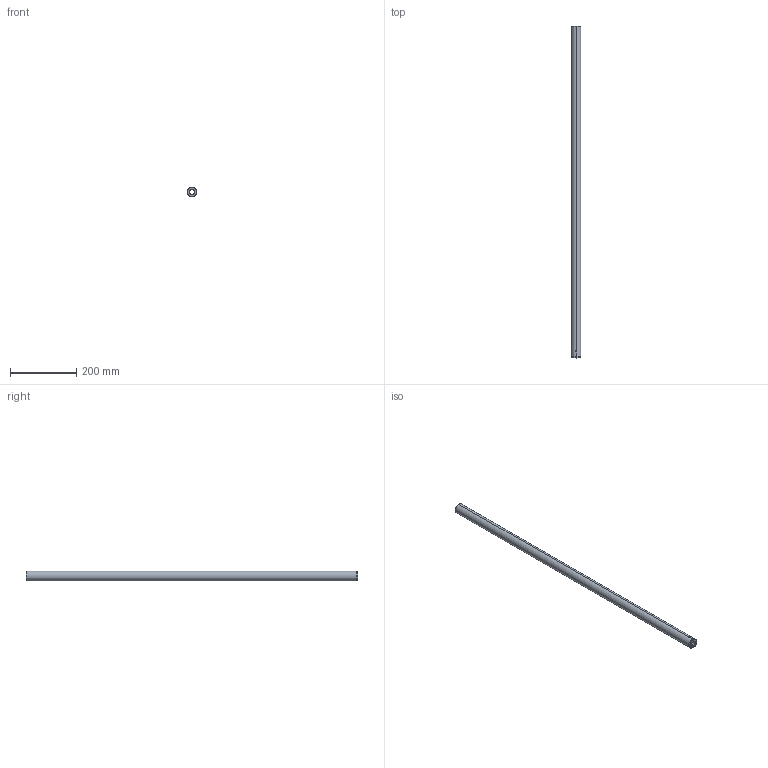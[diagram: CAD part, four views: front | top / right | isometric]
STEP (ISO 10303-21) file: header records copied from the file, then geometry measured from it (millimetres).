
FILE_DESCRIPTION (( 'STEP AP203' ), '1' );
FILE_NAME ('MS001-B.03.026JS.1.1 盓傅裝.step', '2021-08-27T10:58:41', ( 'Windows User' ), ( 'P R C' ), 'SwSTEP 2.0', 'SolidWorks 2016', '' );
FILE_SCHEMA (( 'CONFIG_CONTROL_DESIGN' ));
Length unit declared in the file: millimetre
Products named in the file (3): MS001-B.03.028JS.1.1  蹟譫; MS001-B.03.026JS.1.1 盓傅裝; MS001-B.03.027JS.1.1 諾陑臏奪
Assembly tree (2 placements, depth 2):
  MS001-B.03.026JS.1.1 盓傅裝
    MS001-B.03.027JS.1.1 諾陑臏奪
    MS001-B.03.028JS.1.1  蹟譫
Bounding box: 30 x 1005 x 30 mm (x, y, z)
Volume: 336083.8 mm3; surface area: 169090.9 mm2
Topology: 2 solids, 2 shells, 27 faces, 64 edges, 40 vertices
Faces by surface type: cylinder 14, cone 6, plane 5, torus 2
Entity records: 1299 total; most frequent: CARTESIAN_POINT 354, DIRECTION 146, ORIENTED_EDGE 128, EDGE_CURVE 64, AXIS2_PLACEMENT_3D 62, VERTEX_POINT 40, EDGE_LOOP 34, CIRCLE 30
